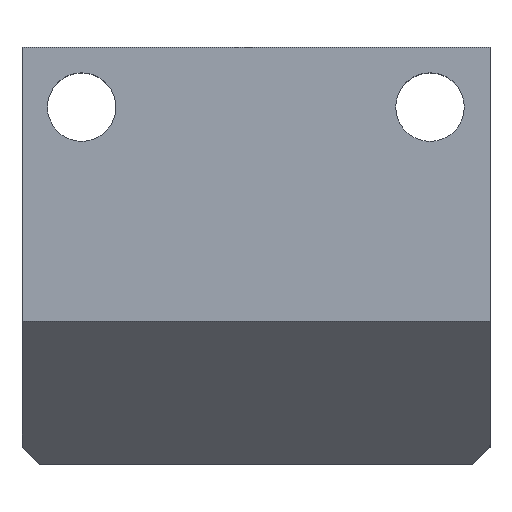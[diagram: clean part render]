
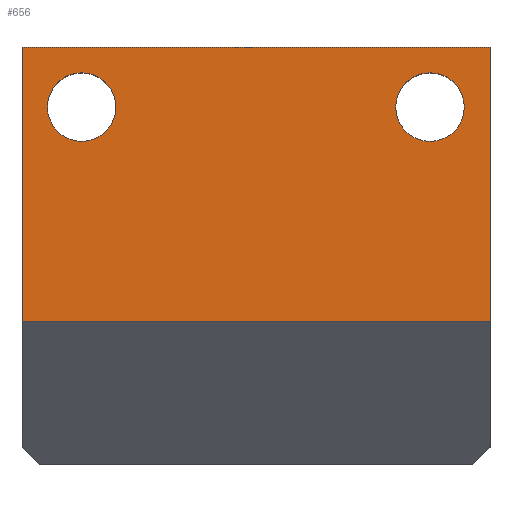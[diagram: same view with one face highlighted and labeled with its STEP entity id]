
A CAD part, top view. The second image highlights one B-rep face of the part: STEP entity #656.
In plain terms, the highlighted planar face has unit normal (0, 0, 1).
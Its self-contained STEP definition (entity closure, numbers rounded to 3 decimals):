
#27=FACE_BOUND('',#101,.T.);
#28=FACE_BOUND('',#102,.T.);
#44=CIRCLE('',#697,1.5);
#45=CIRCLE('',#698,1.5);
#62=FACE_OUTER_BOUND('',#100,.T.);
#100=EDGE_LOOP('',(#453,#454,#455,#456));
#101=EDGE_LOOP('',(#457));
#102=EDGE_LOOP('',(#458));
#157=LINE('',#951,#227);
#158=LINE('',#954,#228);
#161=LINE('',#960,#231);
#162=LINE('',#961,#232);
#227=VECTOR('',#760,10.);
#228=VECTOR('',#763,10.);
#231=VECTOR('',#768,10.);
#232=VECTOR('',#769,10.);
#294=VERTEX_POINT('',#943);
#297=VERTEX_POINT('',#949);
#298=VERTEX_POINT('',#953);
#300=VERTEX_POINT('',#959);
#301=VERTEX_POINT('',#962);
#302=VERTEX_POINT('',#964);
#358=EDGE_CURVE('',#294,#297,#157,.T.);
#359=EDGE_CURVE('',#298,#294,#158,.T.);
#362=EDGE_CURVE('',#297,#300,#161,.T.);
#363=EDGE_CURVE('',#300,#298,#162,.T.);
#364=EDGE_CURVE('',#301,#301,#44,.T.);
#365=EDGE_CURVE('',#302,#302,#45,.T.);
#453=ORIENTED_EDGE('',*,*,#358,.T.);
#454=ORIENTED_EDGE('',*,*,#362,.T.);
#455=ORIENTED_EDGE('',*,*,#363,.T.);
#456=ORIENTED_EDGE('',*,*,#359,.T.);
#457=ORIENTED_EDGE('',*,*,#364,.T.);
#458=ORIENTED_EDGE('',*,*,#365,.T.);
#626=PLANE('',#696);
#656=ADVANCED_FACE('',(#62,#27,#28),#626,.T.);
#696=AXIS2_PLACEMENT_3D('',#958,#766,#767);
#697=AXIS2_PLACEMENT_3D('',#963,#770,#771);
#698=AXIS2_PLACEMENT_3D('',#965,#772,#773);
#760=DIRECTION('',(0.,-1.,0.));
#763=DIRECTION('',(-1.,0.,0.));
#766=DIRECTION('center_axis',(0.,0.,
1.));
#767=DIRECTION('ref_axis',(-1.,0.,0.));
#768=DIRECTION('',(1.,0.,0.));
#769=DIRECTION('',(0.,1.,0.));
#770=DIRECTION('center_axis',(0.,0.,
-1.));
#771=DIRECTION('ref_axis',(-1.,0.,0.));
#772=DIRECTION('center_axis',(0.,0.,
-1.));
#773=DIRECTION('ref_axis',(-1.,0.,0.));
#943=CARTESIAN_POINT('',(-10.236,39.25,15.53));
#949=CARTESIAN_POINT('',(-10.236,27.25,15.53));
#951=CARTESIAN_POINT('',(-10.236,25.377,15.53));
#953=CARTESIAN_POINT('',(10.254,39.25,15.53));
#954=CARTESIAN_POINT('',(10.254,39.25,15.53));
#958=CARTESIAN_POINT('Origin',(8.003,29.004,15.53));
#959=CARTESIAN_POINT('',(10.254,27.25,15.53));
#960=CARTESIAN_POINT('',(-1.121,27.25,15.53));
#961=CARTESIAN_POINT('',(10.254,21.,15.53));
#962=CARTESIAN_POINT('',(-6.121,36.625,15.53));
#963=CARTESIAN_POINT('Origin',(-7.621,36.625,15.53));
#964=CARTESIAN_POINT('',(9.129,36.625,15.53));
#965=CARTESIAN_POINT('Origin',(7.629,36.625,15.53));
